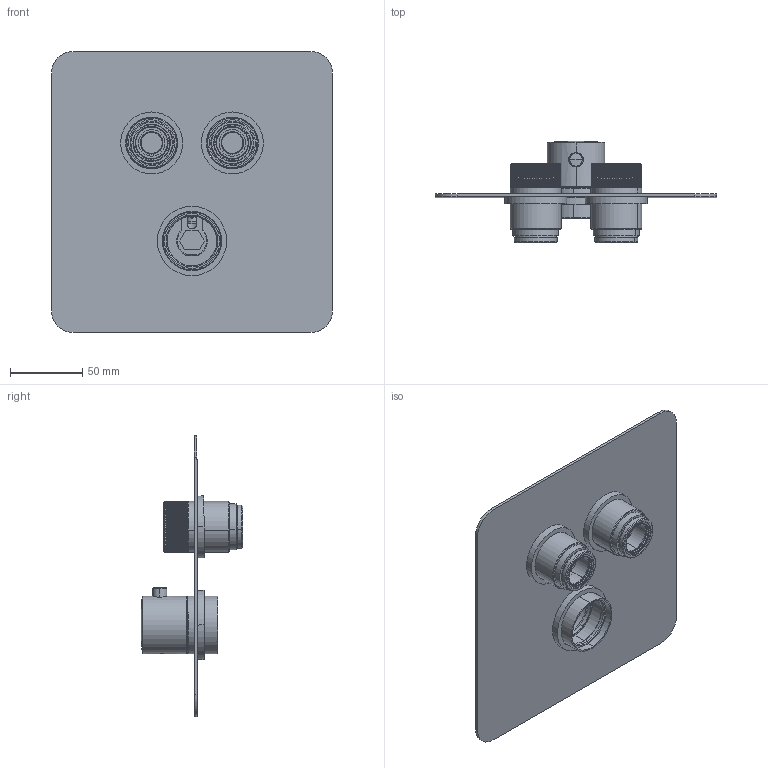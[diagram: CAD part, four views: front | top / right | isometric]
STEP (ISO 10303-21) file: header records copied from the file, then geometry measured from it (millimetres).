
FILE_DESCRIPTION (( 'STEP AP203' ), '1' );
FILE_NAME ('85DP07806.STEP', '2024-01-18T05:40:27', ( '' ), ( '' ), 'SwSTEP 2.0', 'SolidWorks 2021', '' );
FILE_SCHEMA (( 'CONFIG_CONTROL_DESIGN' ));
Length unit declared in the file: millimetre
Products named in the file (1): 85DP07806
Bounding box: 195 x 70.57 x 195 mm (x, y, z)
Volume: 129826.9 mm3; surface area: 146770.8 mm2
Topology: 13 solids, 13 shells, 2413 faces, 6868 edges, 4543 vertices
Faces by surface type: cylinder 1040, plane 960, cone 375, torus 34, sphere 4
Entity records: 84460 total; most frequent: CARTESIAN_POINT 22591, ORIENTED_EDGE 13736, DIRECTION 12341, EDGE_CURVE 6868, AXIS2_PLACEMENT_3D 4771, VERTEX_POINT 4543, VECTOR 2799, LINE 2799
